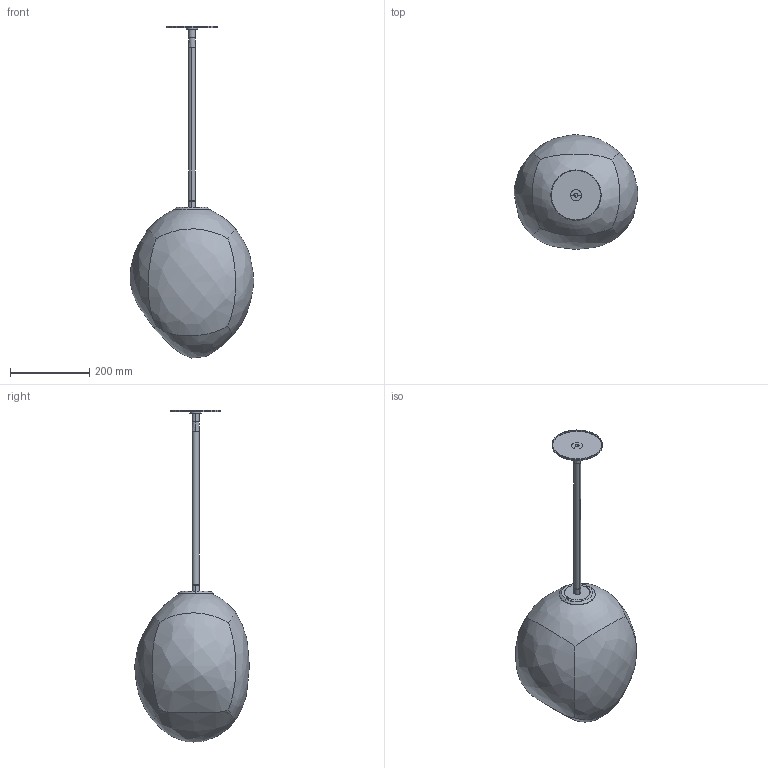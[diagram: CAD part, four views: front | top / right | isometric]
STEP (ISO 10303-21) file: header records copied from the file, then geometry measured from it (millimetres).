
FILE_DESCRIPTION(/* description */ (''),/* implementation_level */ '2;1');
FILE_NAME(/* name */ 'Lacuna_Oval_Large_Drop Rod',/* time_stamp */ '2024-09-09T16:32:51-05:00',/* author */ (''),/* organization */ (''),/* preprocessor_version */ 'ST-DEVELOPER v16.5',/* originating_system */ 'Rhino 7.35',/* authorisation */ '');
FILE_SCHEMA (('AUTOMOTIVE_DESIGN'));
Length unit declared in the file: inch
Products named in the file (3): Document; Lacuna Oval Large Glass; LAC-Bulb-L
Assembly tree (2 placements, depth 2):
  Document
    Lacuna Oval Large Glass
    LAC-Bulb-L
Bounding box: 312.31 x 289.47 x 837.64 mm (x, y, z)
Volume: 18125428.2 mm3; surface area: 446032.4 mm2
Topology: 6 solids, 6 shells, 130 faces, 279 edges, 174 vertices
Faces by surface type: cylinder 50, plane 42, bspline 38
Entity records: 5483 total; most frequent: CARTESIAN_POINT 3533, ORIENTED_EDGE 536, EDGE_CURVE 268, VERTEX_POINT 172, EDGE_LOOP 158, ADVANCED_FACE 130, FACE_OUTER_BOUND 130, DIRECTION 110
